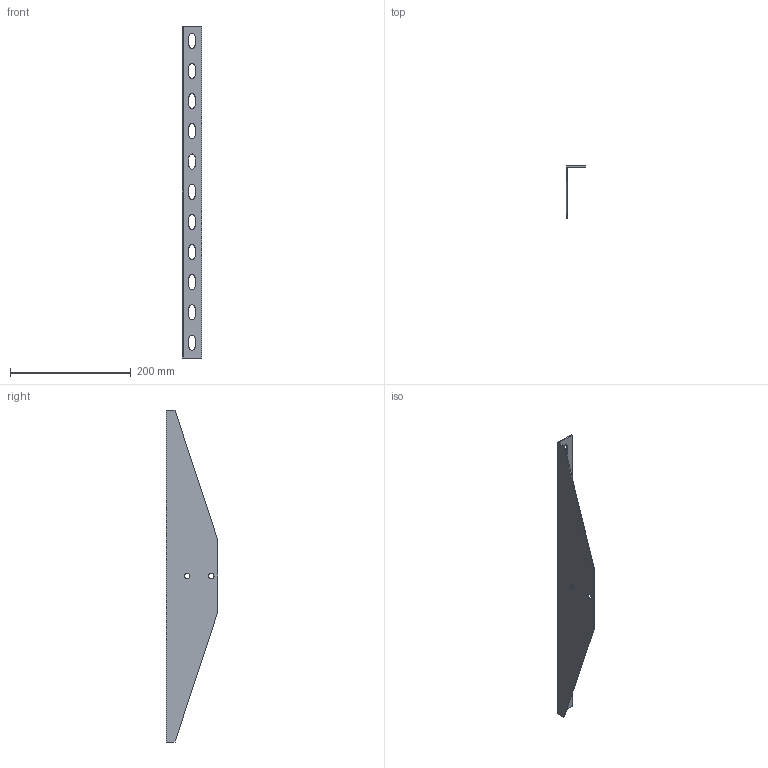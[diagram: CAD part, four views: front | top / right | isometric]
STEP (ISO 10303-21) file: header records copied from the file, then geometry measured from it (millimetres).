
FILE_DESCRIPTION(/* description */ (''),/* implementation_level */ '2;1');
FILE_NAME(/* name */ 'TST 500.ipt.stp',/* time_stamp */ '2023-05-17T16:46:20+03:00',/* author */ ('Ртищев А.О.'),/* organization */ (''),/* preprocessor_version */ 'ST-DEVELOPER v19.2',/* originating_system */ 'Autodesk Inventor 2023',/* authorisation */ '');
FILE_SCHEMA (('AUTOMOTIVE_DESIGN { 1 0 10303 214 3 1 1 }'));
Length unit declared in the file: millimetre
Products named in the file (1): Траверса для потолочной 
стойки 500 мм, TST500
Bounding box: 33 x 86 x 550 mm (x, y, z)
Volume: 92603.7 mm3; surface area: 96497.2 mm2
Topology: 1 solids, 1 shells, 60 faces, 174 edges, 116 vertices
Faces by surface type: plane 36, cylinder 24
Full cylindrical faces by diameter (mm): 9 x2
Entity records: 2150 total; most frequent: CARTESIAN_POINT 351, ORIENTED_EDGE 348, DIRECTION 344, EDGE_CURVE 174, LINE 126, VECTOR 126, VERTEX_POINT 116, AXIS2_PLACEMENT_3D 109
